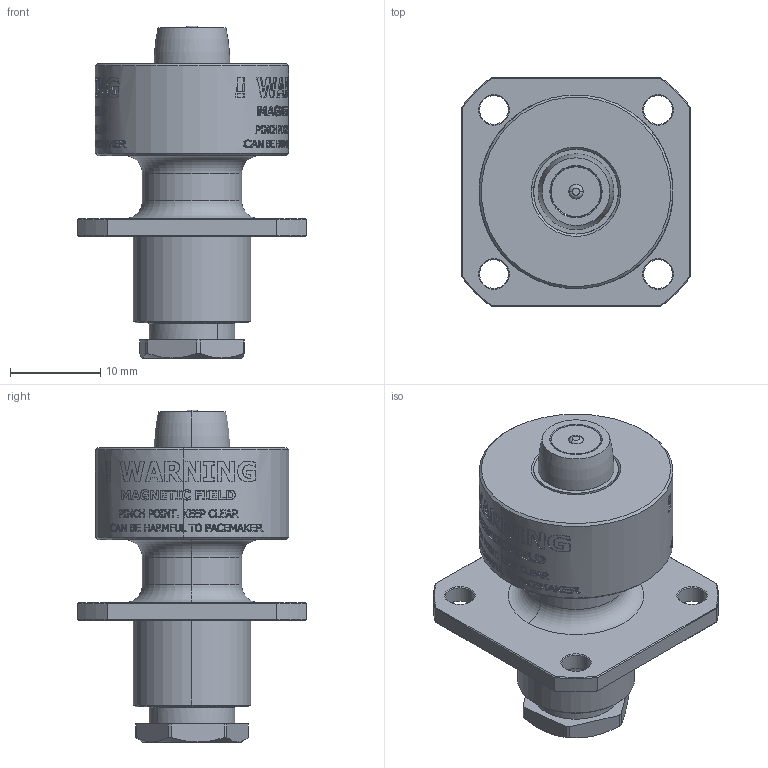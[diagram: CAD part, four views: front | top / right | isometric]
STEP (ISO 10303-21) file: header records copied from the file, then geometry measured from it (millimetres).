
FILE_DESCRIPTION (( 'STEP AP214' ), '1' );
FILE_NAME ('99M-276-S-H3-AH.STEP', '2025-11-13T15:48:06', ( '' ), ( '' ), 'SwSTEP 2.0', 'SolidWorks 2025', '' );
FILE_SCHEMA (( 'AUTOMOTIVE_DESIGN' ));
Products named in the file (1): 99M-276-S-H3-AH
Bounding box: 25.4 x 25.4 x 36.8 mm (x, y, z)
Surface area: 4810.8 mm2 (no closed solid volume)
Topology: 0 solids, 6 shells, 1499 faces, 5166 edges, 3526 vertices
Faces by surface type: plane 892, bspline 307, cylinder 238, cone 54, torus 8
Entity records: 67734 total; most frequent: CARTESIAN_POINT 26759, ORIENTED_EDGE 8687, DIRECTION 7492, EDGE_CURVE 5166, VERTEX_POINT 3526, AXIS2_PLACEMENT_3D 2498, LINE 2496, VECTOR 2496
